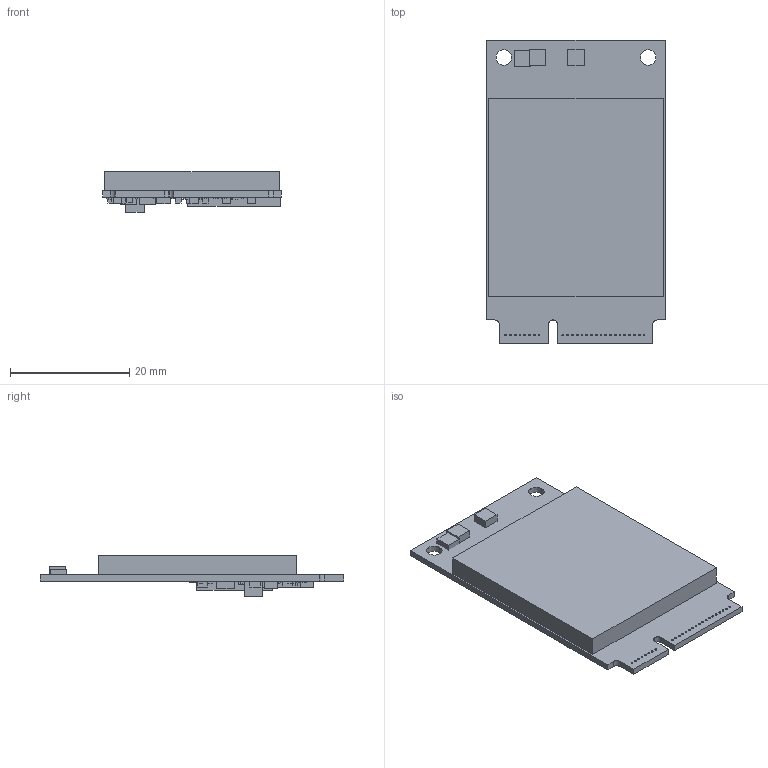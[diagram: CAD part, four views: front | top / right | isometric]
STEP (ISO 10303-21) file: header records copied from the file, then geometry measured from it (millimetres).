
FILE_DESCRIPTION (( 'STEP AP214' ), '1' );
FILE_NAME ('mPLS62-W.STEP', '2020-12-09T15:50:13', ( '' ), ( '' ), 'SwSTEP 2.0', 'SolidWorks 2017', '' );
FILE_SCHEMA (( 'AUTOMOTIVE_DESIGN' ));
Length unit declared in the file: millimetre
Products named in the file (140): _SP_B_44_; _SP_B_02_; _FB1_; _SP_B_28_; _SP_B_36_; _C1_; _R47_; _C3_; _C36_; _SP_B_30_; _SP_T_43_; _TP33_; _SP25_; _C2_; _SP_B_12_; _R5_; _SP_B_22_; _SP_T_39_; _R6_; _N14_; _R66_; _C84_; _SP_T_37_; _TP2_; _N4_; _V4_; _R4_; _C26_; _R25_; _C24_; _C78_; _C83_; _X11_; _SP_T_13_; _L4_; _R83_; _C77_; _C28_; _SP_T_51_; _SP_B_08_ ...
Assembly tree (139 placements, depth 2):
  mPLS62-W
    Board_outline
    _C1_
    _C2_
    _C21_
    _C22_
    _C23_
    _C24_
    _C25_
    _C26_
    _C27_
    _FB2_
    _C36_
    _C37_
    _SP_T_31_
    _SP_T_33_
    _SP_T_35_
    _SP_T_37_
    _SP_T_39_
    _SP_T_41_
    _SP_T_43_
    _SP_T_45_
    _SP_T_47_
    _SP_T_49_
    _SP_T_51_
    _TP1_
    _SP_T_07_
    _SP_T_09_
    _SP_T_11_
    _SP_T_13_
    _SP_T_15_
    _SP_T_17_
    _SP_T_19_
    _SP_T_21_
    _SP_T_23_
    _SP_T_25_
    _SP_T_27_
    _SP_T_29_
    _C82_
    _C83_
    _C84_
    _C85_
    _C86_
    _FB1_
    _R1_
    _R10_
    _N1_
    _N4_
    _N14_
    _N3_
    _C28_
    _C3_
    _C35_
    _C40_
    _C5_
    _C76_
    _L4_
    _C38_
    _C39_
    _C4_
Bounding box: 30 x 50.95 x 6.78 mm (x, y, z)
Volume: 5105.3 mm3; surface area: 6537.6 mm2
Topology: 139 solids, 139 shells, 720 faces, 1326 edges, 884 vertices
Faces by surface type: plane 582, cylinder 138
Entity records: 31712 total; most frequent: DIRECTION 3326, CARTESIAN_POINT 3072, ORIENTED_EDGE 2652, EDGE_CURVE 1326, AXIS2_PLACEMENT_3D 1138, UNCERTAINTY_MEASURE_WITH_UNIT 1138, LINE 1050, VECTOR 1050
